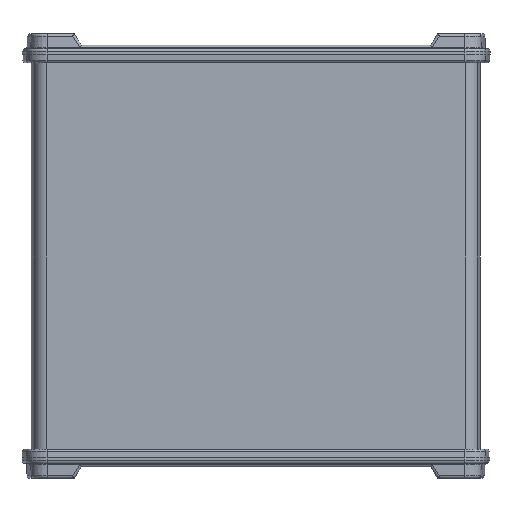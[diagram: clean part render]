
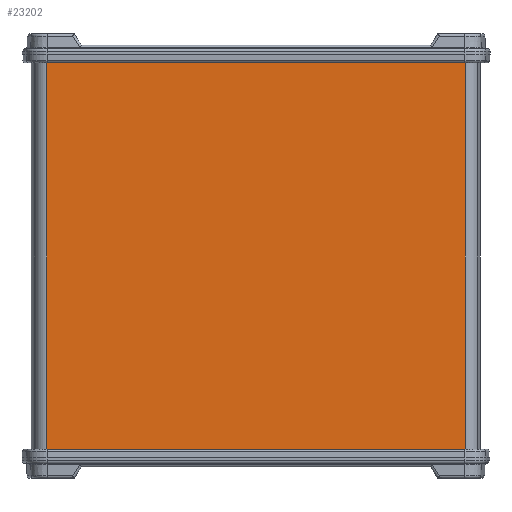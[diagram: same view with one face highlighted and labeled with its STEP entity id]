
A CAD part, front view. The second image highlights one B-rep face of the part: STEP entity #23202.
In plain terms, the highlighted planar face has unit normal (0, -1, 0).
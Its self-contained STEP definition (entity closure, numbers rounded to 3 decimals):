
#49 = EDGE_LOOP ( 'NONE', ( #23587, #34272, #36074, #33120 ) ) ;
#2085 = VERTEX_POINT ( 'NONE', #7286 ) ;
#7286 = CARTESIAN_POINT ( 'NONE',  ( -84.993, -42.5, 80. ) ) ;
#8164 = LINE ( 'NONE', #29096, #17878 ) ;
#8272 = PLANE ( 'NONE',  #28065 ) ;
#8697 = FACE_OUTER_BOUND ( 'NONE', #49, .T. ) ;
#9259 = VERTEX_POINT ( 'NONE', #36084 ) ;
#9556 = DIRECTION ( 'NONE',  ( 1., 0., 0. ) ) ;
#14859 = CARTESIAN_POINT ( 'NONE',  ( -84.993, -42.5, 80. ) ) ;
#16905 = CARTESIAN_POINT ( 'NONE',  ( -84.993, -42.5, 80. ) ) ;
#17878 = VECTOR ( 'NONE', #9556, 1000. ) ;
#18585 = DIRECTION ( 'NONE',  ( 1., 0., 0. ) ) ;
#20664 = LINE ( 'NONE', #16905, #37076 ) ;
#21405 = DIRECTION ( 'NONE',  ( -1., 0., 0. ) ) ;
#21868 = CARTESIAN_POINT ( 'NONE',  ( -84.993, -42.5, 80. ) ) ;
#22831 = EDGE_CURVE ( 'NONE', #36565, #9259, #37401, .T. ) ;
#23202 = ADVANCED_FACE ( 'NONE', ( #8697 ), #8272, .F. ) ;
#23409 = EDGE_CURVE ( 'NONE', #41574, #9259, #8164, .T. ) ;
#23587 = ORIENTED_EDGE ( 'NONE', *, *, #23409, .T. ) ;
#25056 = EDGE_CURVE ( 'NONE', #2085, #36565, #36228, .T. ) ;
#25391 = VECTOR ( 'NONE', #18585, 1000. ) ;
#27588 = VECTOR ( 'NONE', #28558, 1000. ) ;
#28065 = AXIS2_PLACEMENT_3D ( 'NONE', #14859, #41029, #21405 ) ;
#28286 = CARTESIAN_POINT ( 'NONE',  ( 84.993, -42.5, 80. ) ) ;
#28558 = DIRECTION ( 'NONE',  ( 0., 0., -1. ) ) ;
#29096 = CARTESIAN_POINT ( 'NONE',  ( -84.993, -42.5, -80. ) ) ;
#30003 = DIRECTION ( 'NONE',  ( 0., 0., -1. ) ) ;
#33120 = ORIENTED_EDGE ( 'NONE', *, *, #34602, .T. ) ;
#34272 = ORIENTED_EDGE ( 'NONE', *, *, #22831, .F. ) ;
#34602 = EDGE_CURVE ( 'NONE', #2085, #41574, #20664, .T. ) ;
#35080 = CARTESIAN_POINT ( 'NONE',  ( 84.993, -42.5, 80. ) ) ;
#36074 = ORIENTED_EDGE ( 'NONE', *, *, #25056, .F. ) ;
#36084 = CARTESIAN_POINT ( 'NONE',  ( 84.993, -42.5, -80. ) ) ;
#36228 = LINE ( 'NONE', #21868, #25391 ) ;
#36565 = VERTEX_POINT ( 'NONE', #28286 ) ;
#37076 = VECTOR ( 'NONE', #30003, 1000. ) ;
#37401 = LINE ( 'NONE', #35080, #27588 ) ;
#41029 = DIRECTION ( 'NONE',  ( 0., 1., 0. ) ) ;
#41574 = VERTEX_POINT ( 'NONE', #41843 ) ;
#41843 = CARTESIAN_POINT ( 'NONE',  ( -84.993, -42.5, -80. ) ) ;
